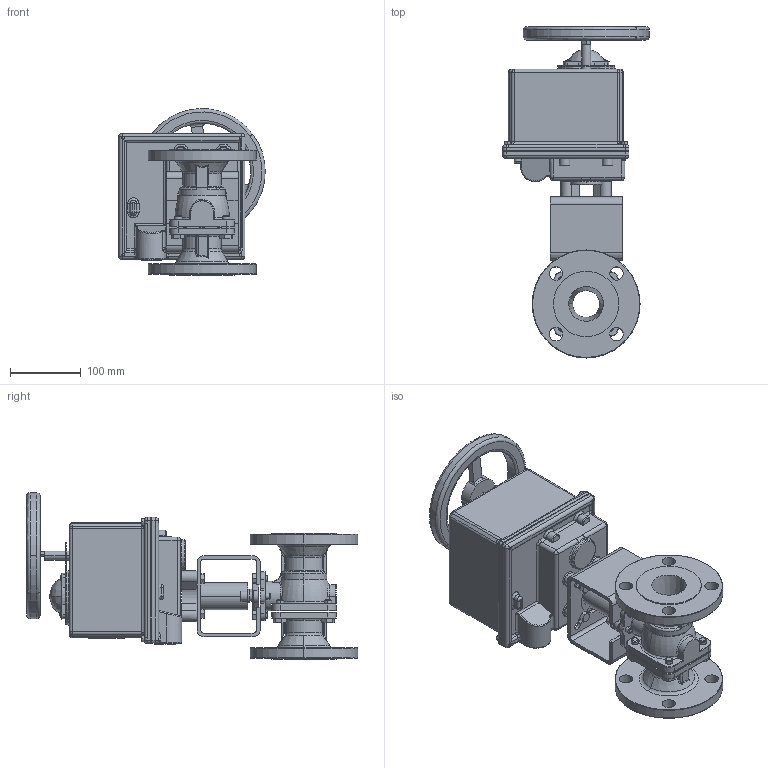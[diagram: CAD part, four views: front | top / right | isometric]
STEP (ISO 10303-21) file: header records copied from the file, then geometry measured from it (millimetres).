
FILE_DESCRIPTION (( 'STEP AP203' ), '1' );
FILE_NAME ('5801R-200_ER-4.STEP', '2017-11-29T20:46:50', ( '' ), ( '' ), 'SwSTEP 2.0', 'SolidWorks 2014', '' );
FILE_SCHEMA (( 'CONFIG_CONTROL_DESIGN' ));
Length unit declared in the file: inch
Products named in the file (1): 5801R-200_ER-4
Bounding box: 206.35 x 467.28 x 234.59 mm (x, y, z)
Surface area: 474267.3 mm2 (no closed solid volume)
Topology: 0 solids, 69 shells, 1053 faces, 3174 edges, 2121 vertices
Faces by surface type: cylinder 421, plane 314, bspline 171, torus 74, cone 69, sphere 4
Entity records: 47912 total; most frequent: CARTESIAN_POINT 21037, DIRECTION 5457, ORIENTED_EDGE 5254, EDGE_CURVE 3156, VERTEX_POINT 2121, AXIS2_PLACEMENT_3D 2088, VECTOR 1281, LINE 1281
